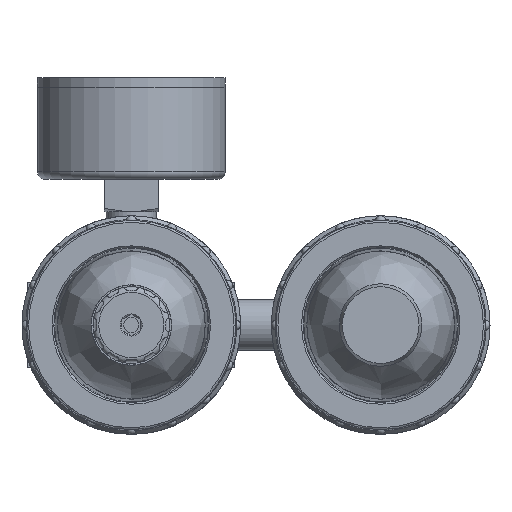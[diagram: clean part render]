
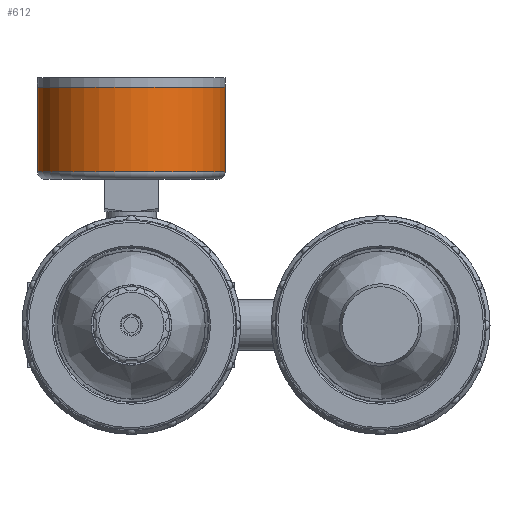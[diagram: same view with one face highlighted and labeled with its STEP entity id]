
A CAD part, front view. The second image highlights one B-rep face of the part: STEP entity #612.
In plain terms, the highlighted cylindrical face has radius 24.5 mm (diameter 49 mm), a full revolution.
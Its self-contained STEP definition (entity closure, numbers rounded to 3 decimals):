
#612 = ADVANCED_FACE( '', ( #1871, #1872 ), #1873, .T. );
#1871 = FACE_OUTER_BOUND( '', #3806, .T. );
#1872 = FACE_OUTER_BOUND( '', #3807, .T. );
#1873 = CYLINDRICAL_SURFACE( '', #3808, 24.5 );
#3806 = EDGE_LOOP( '', ( #7396 ) );
#3807 = EDGE_LOOP( '', ( #7397 ) );
#3808 = AXIS2_PLACEMENT_3D( '', #7398, #7399, #7400 );
#7396 = ORIENTED_EDGE( '', *, *, #12913, .F. );
#7397 = ORIENTED_EDGE( '', *, *, #12914, .T. );
#7398 = CARTESIAN_POINT( '', ( 0., 0., 18.5 ) );
#7399 = DIRECTION( '', ( 0., 0., 1. ) );
#7400 = DIRECTION( '', ( -1., 0., 0. ) );
#12913 = EDGE_CURVE( '', #15590, #15590, #15591, .T. );
#12914 = EDGE_CURVE( '', #15592, #15592, #15593, .T. );
#15590 = VERTEX_POINT( '', #20748 );
#15591 = CIRCLE( '', #20749, 24.5 );
#15592 = VERTEX_POINT( '', #20750 );
#15593 = CIRCLE( '', #20751, 24.5 );
#20748 = CARTESIAN_POINT( '', ( -24.5, 0., 20.5 ) );
#20749 = AXIS2_PLACEMENT_3D( '', #27632, #27633, #27634 );
#20750 = CARTESIAN_POINT( '', ( -24.5, 0., 42.48 ) );
#20751 = AXIS2_PLACEMENT_3D( '', #27635, #27636, #27637 );
#27632 = CARTESIAN_POINT( '', ( 0., 0., 20.5 ) );
#27633 = DIRECTION( '', ( 0., 0., -1. ) );
#27634 = DIRECTION( '', ( -1., 0., 0. ) );
#27635 = CARTESIAN_POINT( '', ( 0., 0., 42.48 ) );
#27636 = DIRECTION( '', ( 0., 0., -1. ) );
#27637 = DIRECTION( '', ( -1., 0., 0. ) );
